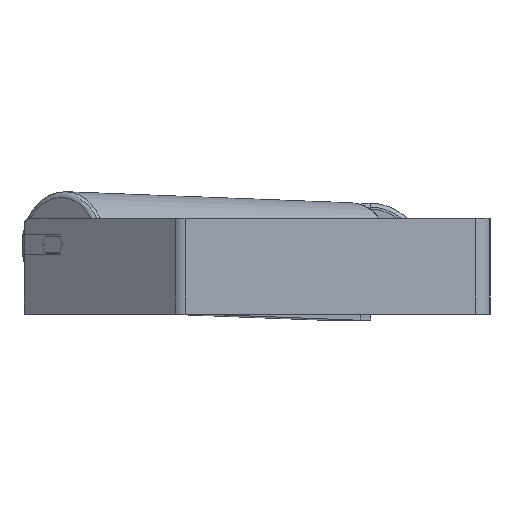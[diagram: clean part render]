
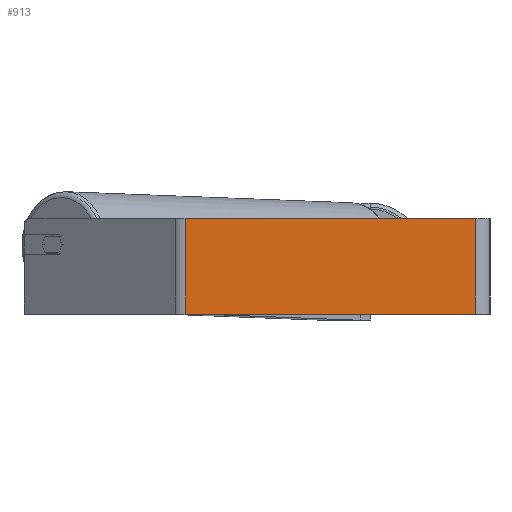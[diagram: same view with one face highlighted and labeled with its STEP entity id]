
A CAD part, left-side view. The second image highlights one B-rep face of the part: STEP entity #913.
In plain terms, the highlighted planar face has unit normal (-1, 0, 0).
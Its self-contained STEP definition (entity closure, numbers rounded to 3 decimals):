
#726 = ORIENTED_EDGE ( 'NONE', *, *, #4306, .T. ) ;
#913 = ADVANCED_FACE ( 'NONE', ( #7916 ), #4499, .F. ) ;
#965 = CARTESIAN_POINT ( 'NONE',  ( -620., 258.541, 40. ) ) ;
#979 = LINE ( 'NONE', #2250, #3794 ) ;
#1191 = CARTESIAN_POINT ( 'NONE',  ( -620., 12., 40. ) ) ;
#1331 = DIRECTION ( 'NONE',  ( 0., 0., -1. ) ) ;
#1548 = ORIENTED_EDGE ( 'NONE', *, *, #3594, .T. ) ;
#2127 = VECTOR ( 'NONE', #7910, 1000. ) ;
#2250 = CARTESIAN_POINT ( 'NONE',  ( -620., 258.541, 40. ) ) ;
#2403 = LINE ( 'NONE', #4524, #5101 ) ;
#2458 = VERTEX_POINT ( 'NONE', #4326 ) ;
#3116 = CARTESIAN_POINT ( 'NONE',  ( -620., 254.173, 40. ) ) ;
#3244 = VERTEX_POINT ( 'NONE', #5057 ) ;
#3399 = LINE ( 'NONE', #1191, #6592 ) ;
#3594 = EDGE_CURVE ( 'NONE', #3244, #7768, #7858, .T. ) ;
#3706 = DIRECTION ( 'NONE',  ( 0., -1., 0. ) ) ;
#3751 = ORIENTED_EDGE ( 'NONE', *, *, #6359, .F. ) ;
#3774 = DIRECTION ( 'NONE',  ( 1., 0., 0. ) ) ;
#3794 = VECTOR ( 'NONE', #3706, 1000. ) ;
#4181 = EDGE_LOOP ( 'NONE', ( #726, #3751, #6619, #1548 ) ) ;
#4306 = EDGE_CURVE ( 'NONE', #7768, #2458, #2403, .T. ) ;
#4326 = CARTESIAN_POINT ( 'NONE',  ( -620., 12., -40. ) ) ;
#4499 = PLANE ( 'NONE',  #7831 ) ;
#4524 = CARTESIAN_POINT ( 'NONE',  ( -620., 258.541, -40. ) ) ;
#5051 = CARTESIAN_POINT ( 'NONE',  ( -620., 12., 40. ) ) ;
#5057 = CARTESIAN_POINT ( 'NONE',  ( -620., 254.173, 40. ) ) ;
#5101 = VECTOR ( 'NONE', #5226, 1000. ) ;
#5226 = DIRECTION ( 'NONE',  ( 0., -1., 0. ) ) ;
#5772 = CARTESIAN_POINT ( 'NONE',  ( -620., 254.173, -40. ) ) ;
#5778 = EDGE_CURVE ( 'NONE', #3244, #7454, #979, .T. ) ;
#6359 = EDGE_CURVE ( 'NONE', #7454, #2458, #3399, .T. ) ;
#6575 = DIRECTION ( 'NONE',  ( 0., 0., -1. ) ) ;
#6592 = VECTOR ( 'NONE', #1331, 1000. ) ;
#6619 = ORIENTED_EDGE ( 'NONE', *, *, #5778, .F. ) ;
#7454 = VERTEX_POINT ( 'NONE', #5051 ) ;
#7768 = VERTEX_POINT ( 'NONE', #5772 ) ;
#7831 = AXIS2_PLACEMENT_3D ( 'NONE', #965, #3774, #6575 ) ;
#7858 = LINE ( 'NONE', #3116, #2127 ) ;
#7910 = DIRECTION ( 'NONE',  ( 0., 0., -1. ) ) ;
#7916 = FACE_OUTER_BOUND ( 'NONE', #4181, .T. ) ;
